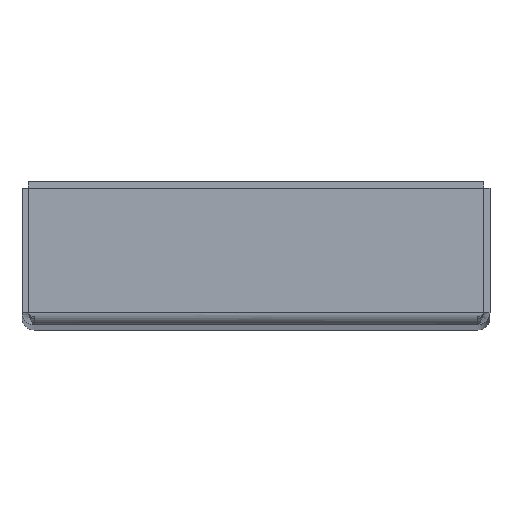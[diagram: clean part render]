
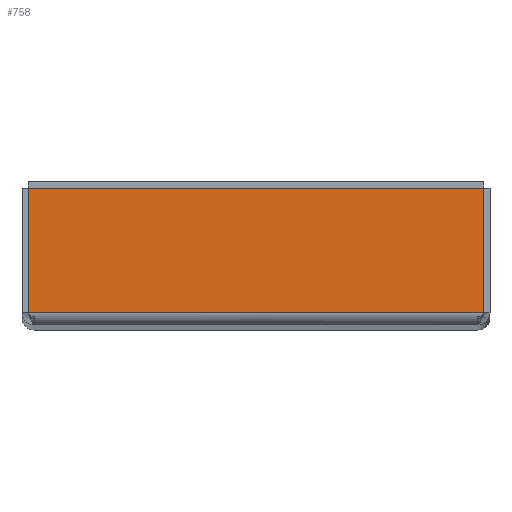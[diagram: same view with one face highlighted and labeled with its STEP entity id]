
A CAD part, top view. The second image highlights one B-rep face of the part: STEP entity #758.
In plain terms, the highlighted planar face has unit normal (0, 0, 1).
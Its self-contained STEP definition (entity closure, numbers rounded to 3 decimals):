
#108=FACE_OUTER_BOUND('',#156,.T.);
#156=EDGE_LOOP('',(#567,#568,#569,#570));
#185=LINE('',#983,#245);
#213=LINE('',#1441,#273);
#218=LINE('',#1502,#278);
#219=LINE('',#1504,#279);
#245=VECTOR('',#840,10.);
#273=VECTOR('',#898,10.);
#278=VECTOR('',#905,10.);
#279=VECTOR('',#908,10.);
#305=VERTEX_POINT('',#980);
#306=VERTEX_POINT('',#982);
#348=VERTEX_POINT('',#1439);
#349=VERTEX_POINT('',#1440);
#365=EDGE_CURVE('',#305,#306,#185,.T.);
#423=EDGE_CURVE('',#348,#349,#213,.T.);
#430=EDGE_CURVE('',#348,#305,#218,.T.);
#431=EDGE_CURVE('',#306,#349,#219,.T.);
#567=ORIENTED_EDGE('',*,*,#423,.T.);
#568=ORIENTED_EDGE('',*,*,#431,.F.);
#569=ORIENTED_EDGE('',*,*,#365,.F.);
#570=ORIENTED_EDGE('',*,*,#430,.F.);
#673=PLANE('',#811);
#758=ADVANCED_FACE('',(#108),#673,.T.);
#811=AXIS2_PLACEMENT_3D('',#1503,#906,#907);
#840=DIRECTION('',(1.,0.,0.));
#898=DIRECTION('',(1.,0.,0.));
#905=DIRECTION('',(0.,1.,0.));
#906=DIRECTION('center_axis',(0.,0.,
1.));
#907=DIRECTION('ref_axis',(0.,-1.,0.));
#908=DIRECTION('',(0.,-1.,0.));
#980=CARTESIAN_POINT('',(-74.929,8.,500.));
#982=CARTESIAN_POINT('',(74.929,8.,500.));
#983=CARTESIAN_POINT('',(-74.929,8.,500.));
#1439=CARTESIAN_POINT('',(-74.929,-33.,500.));
#1440=CARTESIAN_POINT('',(74.929,-33.,500.));
#1441=CARTESIAN_POINT('',(0.,-33.,500.));
#1502=CARTESIAN_POINT('',(-74.929,-33.,500.));
#1503=CARTESIAN_POINT('Origin',(0.,-14.577,
500.));
#1504=CARTESIAN_POINT('',(74.929,-33.,500.));
